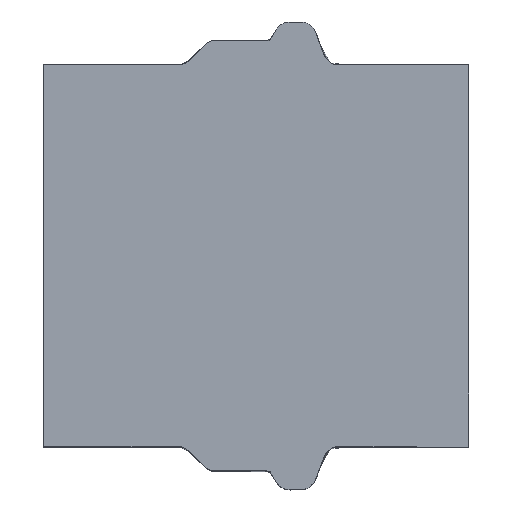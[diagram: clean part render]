
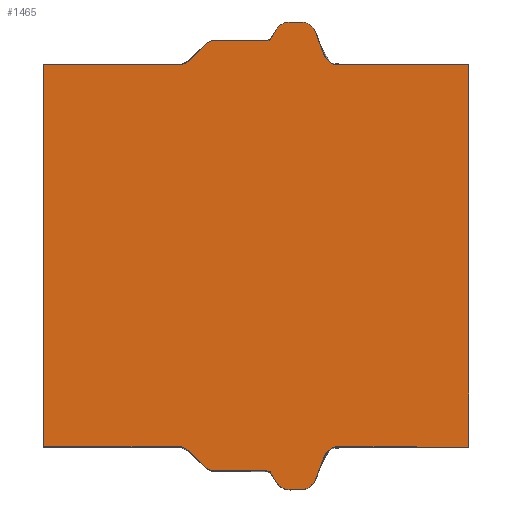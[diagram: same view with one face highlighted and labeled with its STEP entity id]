
A CAD part, top view. The second image highlights one B-rep face of the part: STEP entity #1465.
In plain terms, the highlighted planar face has unit normal (0, 0, 1).
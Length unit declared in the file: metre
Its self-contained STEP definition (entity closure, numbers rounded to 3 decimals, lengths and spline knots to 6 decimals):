
#16=B_SPLINE_CURVE_WITH_KNOTS('',3,(#2368,#2369,#2370,#2371,#2372,#2373,
#2374,#2375,#2376,#2377,#2378,#2379,#2380,#2381,#2382,#2383,#2384,#2385,
#2386,#2387,#2388,#2389,#2390,#2391,#2392,#2393,#2394,#2395,#2396,#2397,
#2398,#2399,#2400,#2401,#2402,#2403,#2404),.UNSPECIFIED.,.F.,.F.,(4,1,1,
1,1,1,1,1,1,1,1,1,1,1,1,1,1,1,1,1,1,1,1,1,1,1,1,1,1,1,1,1,1,1,4),(0.,0.019175,
0.044294,0.143058,0.162815,0.179898,
0.197608,0.217349,0.237038,0.281995,
0.30492,0.325889,0.346906,0.368172,
0.396435,0.413218,0.432067,0.452658,
0.473676,0.498525,0.508379,0.519198,
0.563775,0.61506,0.633046,0.649116,
0.668777,0.7139,0.731925,0.748282,
0.76913,0.821125,0.891446,0.945112,
0.972164),.UNSPECIFIED.);
#17=B_SPLINE_CURVE_WITH_KNOTS('',3,(#2513,#2514,#2515,#2516,#2517,#2518,
#2519,#2520,#2521,#2522,#2523,#2524,#2525,#2526,#2527,#2528,#2529,#2530,
#2531,#2532,#2533,#2534,#2535,#2536,#2537,#2538,#2539,#2540,#2541,#2542,
#2543,#2544,#2545,#2546,#2547,#2548,#2549),.UNSPECIFIED.,.F.,.F.,(4,1,1,
1,1,1,1,1,1,1,1,1,1,1,1,1,1,1,1,1,1,1,1,1,1,1,1,1,1,1,1,1,1,1,4),(0.,0.019175,
0.044294,0.143058,0.162815,0.179898,
0.197608,0.217349,0.237038,0.281995,
0.30492,0.325889,0.346906,0.368172,
0.396435,0.413218,0.432067,0.452658,
0.473676,0.498525,0.508379,0.519198,
0.563775,0.61506,0.633046,0.649116,
0.668777,0.7139,0.731925,0.748282,
0.76913,0.821125,0.891446,0.945112,
0.972164),.UNSPECIFIED.);
#102=ORIENTED_EDGE('',*,*,#494,.F.);
#103=ORIENTED_EDGE('',*,*,#497,.T.);
#104=ORIENTED_EDGE('',*,*,#499,.T.);
#105=ORIENTED_EDGE('',*,*,#501,.F.);
#494=EDGE_CURVE('',#698,#699,#832,.T.);
#497=EDGE_CURVE('',#698,#700,#16,.T.);
#499=EDGE_CURVE('',#700,#701,#836,.T.);
#501=EDGE_CURVE('',#699,#701,#17,.T.);
#698=VERTEX_POINT('',#2262);
#699=VERTEX_POINT('',#2263);
#700=VERTEX_POINT('',#2405);
#701=VERTEX_POINT('',#2409);
#832=LINE('',#2261,#1032);
#836=LINE('',#2408,#1036);
#1032=VECTOR('',#1752,1.);
#1036=VECTOR('',#1758,1.);
#1187=EDGE_LOOP('',(#102,#103,#104,#105));
#1289=FACE_BOUND('',#1187,.T.);
#1373=PLANE('',#1599);
#1465=ADVANCED_FACE('',(#1289),#1373,.T.);
#1599=AXIS2_PLACEMENT_3D('',#2550,#1760,#1761);
#1752=DIRECTION('',(0.,-1.,0.));
#1758=DIRECTION('',(0.,-1.,0.));
#1760=DIRECTION('',(0.,0.,1.));
#1761=DIRECTION('',(1.,0.,0.));
#2261=CARTESIAN_POINT('',(0.005925,0.,0.));
#2262=CARTESIAN_POINT('',(0.005925,0.006247,0.));
#2263=CARTESIAN_POINT('',(0.005925,-0.006247,0.));
#2368=CARTESIAN_POINT('',(0.005925,0.006247,0.));
#2369=CARTESIAN_POINT('',(0.005914,0.006247,0.));
#2370=CARTESIAN_POINT('',(0.005731,0.006247,0.));
#2371=CARTESIAN_POINT('',(0.005608,0.006247,0.));
#2372=CARTESIAN_POINT('',(0.00174,0.006244,0.));
#2373=CARTESIAN_POINT('',(0.001636,0.006236,0.));
#2374=CARTESIAN_POINT('',(0.001495,0.006248,0.));
#2375=CARTESIAN_POINT('',(0.001398,0.006313,0.));
#2376=CARTESIAN_POINT('',(0.00127,0.006419,0.));
#2377=CARTESIAN_POINT('',(0.001198,0.006534,0.));
#2378=CARTESIAN_POINT('',(0.000947,0.007292,0.));
#2379=CARTESIAN_POINT('',(0.000845,0.007444,0.));
#2380=CARTESIAN_POINT('',(0.000711,0.007575,0.));
#2381=CARTESIAN_POINT('',(0.000541,0.007636,0.));
#2382=CARTESIAN_POINT('',(0.000377,0.007637,0.));
#2383=CARTESIAN_POINT('',(0.000061,0.007643,0.));
#2384=CARTESIAN_POINT('',(-0.000043,0.00763,0.));
#2385=CARTESIAN_POINT('',(-0.00018,0.007582,0.));
#2386=CARTESIAN_POINT('',(-0.000316,0.007477,0.));
#2387=CARTESIAN_POINT('',(-0.000391,0.007342,0.));
#2388=CARTESIAN_POINT('',(-0.000515,0.007127,0.));
#2389=CARTESIAN_POINT('',(-0.000541,0.007097,0.));
#2390=CARTESIAN_POINT('',(-0.000544,0.006999,0.));
#2391=CARTESIAN_POINT('',(-0.001363,0.00703,0.));
#2392=CARTESIAN_POINT('',(-0.002321,0.007029,0.));
#2393=CARTESIAN_POINT('',(-0.002461,0.007032,0.));
#2394=CARTESIAN_POINT('',(-0.002575,0.006983,0.));
#2395=CARTESIAN_POINT('',(-0.002689,0.006918,0.));
#2396=CARTESIAN_POINT('',(-0.003234,0.006326,0.));
#2397=CARTESIAN_POINT('',(-0.003345,0.006291,0.));
#2398=CARTESIAN_POINT('',(-0.003458,0.006235,0.));
#2399=CARTESIAN_POINT('',(-0.003653,0.006245,0.));
#2400=CARTESIAN_POINT('',(-0.004755,0.006239,0.));
#2401=CARTESIAN_POINT('',(-0.006503,0.006239,0.));
#2402=CARTESIAN_POINT('',(-0.007653,0.006241,0.));
#2403=CARTESIAN_POINT('',(-0.007893,0.006242,0.));
#2404=CARTESIAN_POINT('',(-0.007973,0.006243,0.));
#2405=CARTESIAN_POINT('',(-0.007973,0.006243,0.));
#2408=CARTESIAN_POINT('',(-0.007973,0.,0.));
#2409=CARTESIAN_POINT('',(-0.007973,-0.006243,0.));
#2513=CARTESIAN_POINT('',(0.005925,-0.006247,0.));
#2514=CARTESIAN_POINT('',(0.005914,-0.006247,0.));
#2515=CARTESIAN_POINT('',(0.005731,-0.006247,0.));
#2516=CARTESIAN_POINT('',(0.005608,-0.006247,0.));
#2517=CARTESIAN_POINT('',(0.00174,-0.006244,0.));
#2518=CARTESIAN_POINT('',(0.001636,-0.006236,0.));
#2519=CARTESIAN_POINT('',(0.001495,-0.006248,0.));
#2520=CARTESIAN_POINT('',(0.001398,-0.006313,0.));
#2521=CARTESIAN_POINT('',(0.00127,-0.006419,0.));
#2522=CARTESIAN_POINT('',(0.001198,-0.006534,0.));
#2523=CARTESIAN_POINT('',(0.000947,-0.007292,0.));
#2524=CARTESIAN_POINT('',(0.000845,-0.007444,0.));
#2525=CARTESIAN_POINT('',(0.000711,-0.007575,0.));
#2526=CARTESIAN_POINT('',(0.000541,-0.007636,0.));
#2527=CARTESIAN_POINT('',(0.000377,-0.007637,0.));
#2528=CARTESIAN_POINT('',(0.000061,-0.007643,0.));
#2529=CARTESIAN_POINT('',(-0.000043,-0.00763,0.));
#2530=CARTESIAN_POINT('',(-0.00018,-0.007582,0.));
#2531=CARTESIAN_POINT('',(-0.000316,-0.007477,0.));
#2532=CARTESIAN_POINT('',(-0.000391,-0.007342,0.));
#2533=CARTESIAN_POINT('',(-0.000515,-0.007127,0.));
#2534=CARTESIAN_POINT('',(-0.000541,-0.007097,0.));
#2535=CARTESIAN_POINT('',(-0.000544,-0.006999,0.));
#2536=CARTESIAN_POINT('',(-0.001363,-0.00703,0.));
#2537=CARTESIAN_POINT('',(-0.002321,-0.007029,0.));
#2538=CARTESIAN_POINT('',(-0.002461,-0.007032,0.));
#2539=CARTESIAN_POINT('',(-0.002575,-0.006983,0.));
#2540=CARTESIAN_POINT('',(-0.002689,-0.006918,0.));
#2541=CARTESIAN_POINT('',(-0.003234,-0.006326,0.));
#2542=CARTESIAN_POINT('',(-0.003345,-0.006291,0.));
#2543=CARTESIAN_POINT('',(-0.003458,-0.006235,0.));
#2544=CARTESIAN_POINT('',(-0.003653,-0.006245,0.));
#2545=CARTESIAN_POINT('',(-0.004755,-0.006239,0.));
#2546=CARTESIAN_POINT('',(-0.006503,-0.006239,0.));
#2547=CARTESIAN_POINT('',(-0.007653,-0.006241,0.));
#2548=CARTESIAN_POINT('',(-0.007893,-0.006242,0.));
#2549=CARTESIAN_POINT('',(-0.007973,-0.006243,0.));
#2550=CARTESIAN_POINT('',(-0.001174,0.,0.));
